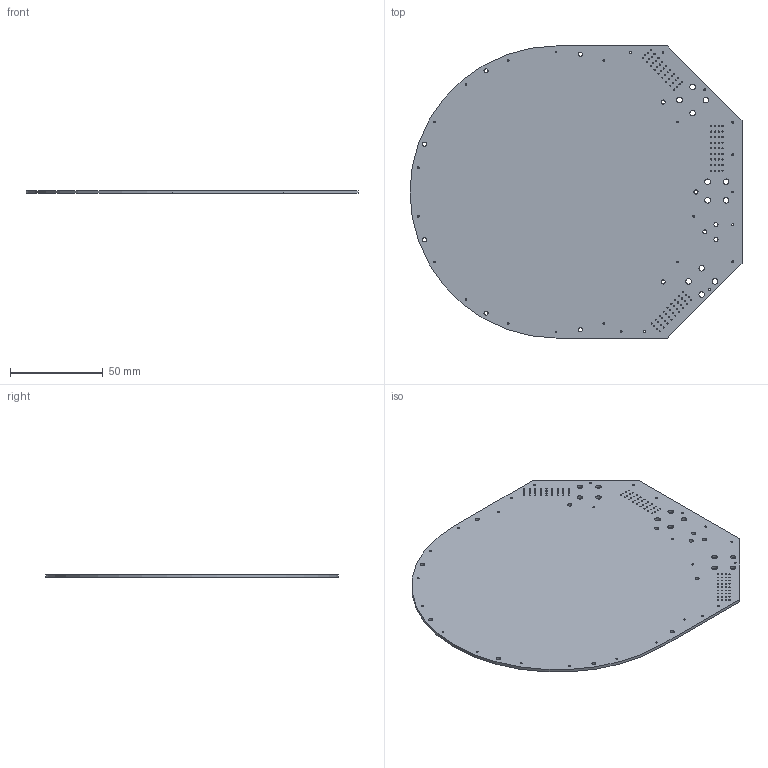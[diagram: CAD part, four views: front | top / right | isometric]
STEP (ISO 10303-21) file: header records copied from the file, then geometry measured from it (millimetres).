
FILE_DESCRIPTION(('FreeCAD Model'),'2;1');
FILE_NAME('iscaBottom.step', '2017-10-25T18:00:40',('kicad StepUp'),('ksu MCAD'), 'Open CASCADE STEP processor 6.8','FreeCAD','Unknown');
FILE_SCHEMA(('AUTOMOTIVE_DESIGN_CC2 { 1 2 10303 214 -1 1 5 4 }'));
Length unit declared in the file: millimetre
Products named in the file (2): ASSEMBLY; Pcb
Assembly tree (1 placements, depth 2):
  ASSEMBLY
    Pcb
Bounding box: 178.5 x 157 x 1.6 mm (x, y, z)
Volume: 37757.2 mm3; surface area: 48857.4 mm2
Topology: 1 solids, 1 shells, 166 faces, 492 edges, 328 vertices
Faces by surface type: cylinder 159, plane 7
Full cylindrical faces by diameter (mm): 0.6 x108, 1 x26, 2.2 x12, 3 x12
Entity records: 6425 total; most frequent: DIRECTION 1146, CARTESIAN_POINT 988, ORIENTED_EDGE 984, EDGE_CURVE 492, AXIS2_PLACEMENT_3D 486, FACE_BOUND 482, EDGE_LOOP 482, VERTEX_POINT 328
